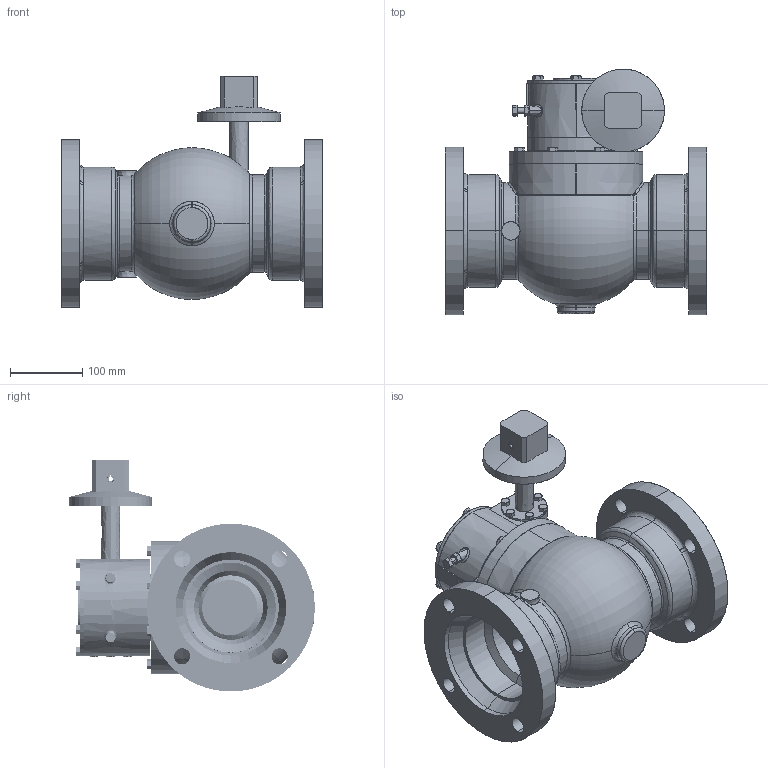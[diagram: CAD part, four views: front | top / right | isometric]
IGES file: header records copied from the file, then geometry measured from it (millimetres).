
Start section: SolidWorks IGES file using analytic representation for surfaces
Global section: file name: Plug MJxMJ-4in-Nut.igs; native system: SolidWorks 2014; preprocessor: SolidWorks 2014; author: PRINCE; date: 170508.151144; units: inch
Bounding box: 361.95 x 339.28 x 319.15 mm (x, y, z)
Surface area: 1017292.1 mm2 (no closed solid volume)
Topology: 0 solids, 0 shells, 1531 faces, 27918 edges, 27847 vertices
Faces by surface type: revolution 936, bspline 595
